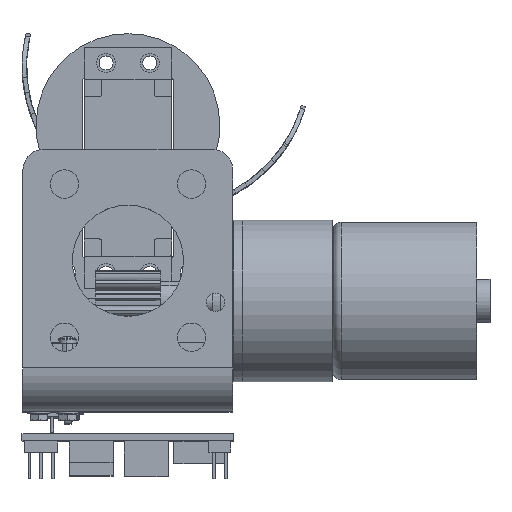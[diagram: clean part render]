
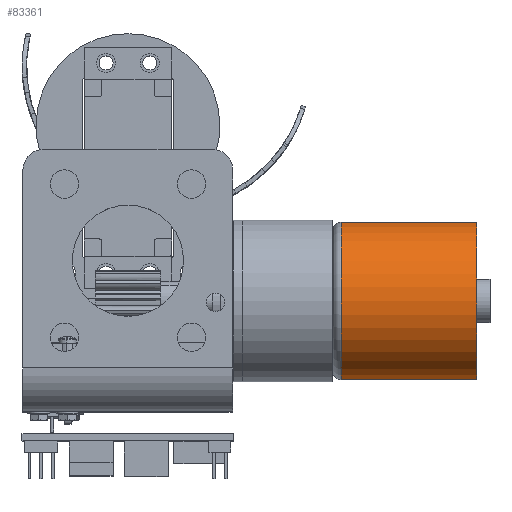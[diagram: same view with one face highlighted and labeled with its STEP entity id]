
A CAD part, top view. The second image highlights one B-rep face of the part: STEP entity #83361.
In plain terms, the highlighted cylindrical face has radius 18 mm (diameter 36 mm), a partial arc.
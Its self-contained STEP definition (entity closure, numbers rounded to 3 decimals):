
#544 = ORIENTED_EDGE ( 'NONE', *, *, #32440, .T. ) ;
#1784 = DIRECTION ( 'NONE',  ( 0., 0., -1. ) ) ;
#5222 = EDGE_CURVE ( 'NONE', #78525, #25107, #80480, .T. ) ;
#6005 = VERTEX_POINT ( 'NONE', #8845 ) ;
#8845 = CARTESIAN_POINT ( 'NONE',  ( 18., 0., 0. ) ) ;
#10505 = CARTESIAN_POINT ( 'NONE',  ( -18., 0., 33. ) ) ;
#12776 = ORIENTED_EDGE ( 'NONE', *, *, #28897, .T. ) ;
#16133 = CARTESIAN_POINT ( 'NONE',  ( 0., 0., 31. ) ) ;
#21026 = AXIS2_PLACEMENT_3D ( 'NONE', #92611, #42979, #100988 ) ;
#24483 = DIRECTION ( 'NONE',  ( 1., 0., 0. ) ) ;
#24646 = CARTESIAN_POINT ( 'NONE',  ( 0., 0., 33. ) ) ;
#25107 = VERTEX_POINT ( 'NONE', #85643 ) ;
#28165 = CYLINDRICAL_SURFACE ( 'NONE', #53710, 18. ) ;
#28897 = EDGE_CURVE ( 'NONE', #6005, #25107, #78952, .T. ) ;
#32440 = EDGE_CURVE ( 'NONE', #78525, #36247, #106096, .T. ) ;
#36247 = VERTEX_POINT ( 'NONE', #49858 ) ;
#38902 = AXIS2_PLACEMENT_3D ( 'NONE', #16133, #74204, #24483 ) ;
#39681 = VECTOR ( 'NONE', #41039, 1000. ) ;
#41039 = DIRECTION ( 'NONE',  ( 0., 0., -1. ) ) ;
#42979 = DIRECTION ( 'NONE',  ( 0., 0., 1. ) ) ;
#49858 = CARTESIAN_POINT ( 'NONE',  ( 18., 0., 31. ) ) ;
#53710 = AXIS2_PLACEMENT_3D ( 'NONE', #24646, #74369, #82693 ) ;
#58426 = VECTOR ( 'NONE', #1784, 1000. ) ;
#61827 = LINE ( 'NONE', #82355, #39681 ) ;
#72342 = FACE_OUTER_BOUND ( 'NONE', #88407, .T. ) ;
#74204 = DIRECTION ( 'NONE',  ( 0., 0., -1. ) ) ;
#74369 = DIRECTION ( 'NONE',  ( 0., 0., -1. ) ) ;
#78525 = VERTEX_POINT ( 'NONE', #85556 ) ;
#78952 = CIRCLE ( 'NONE', #21026, 18. ) ;
#80246 = ORIENTED_EDGE ( 'NONE', *, *, #96427, .T. ) ;
#80480 = LINE ( 'NONE', #10505, #58426 ) ;
#82355 = CARTESIAN_POINT ( 'NONE',  ( 18., 0., 33. ) ) ;
#82693 = DIRECTION ( 'NONE',  ( -1., 0., 0. ) ) ;
#83361 = ADVANCED_FACE ( 'NONE', ( #72342 ), #28165, .T. ) ;
#85556 = CARTESIAN_POINT ( 'NONE',  ( -18., 0., 31. ) ) ;
#85643 = CARTESIAN_POINT ( 'NONE',  ( -18., 0., 0. ) ) ;
#88407 = EDGE_LOOP ( 'NONE', ( #544, #80246, #12776, #90768 ) ) ;
#90768 = ORIENTED_EDGE ( 'NONE', *, *, #5222, .F. ) ;
#92611 = CARTESIAN_POINT ( 'NONE',  ( 0., 0., 0. ) ) ;
#96427 = EDGE_CURVE ( 'NONE', #36247, #6005, #61827, .T. ) ;
#100988 = DIRECTION ( 'NONE',  ( 1., 0., 0. ) ) ;
#106096 = CIRCLE ( 'NONE', #38902, 18. ) ;
